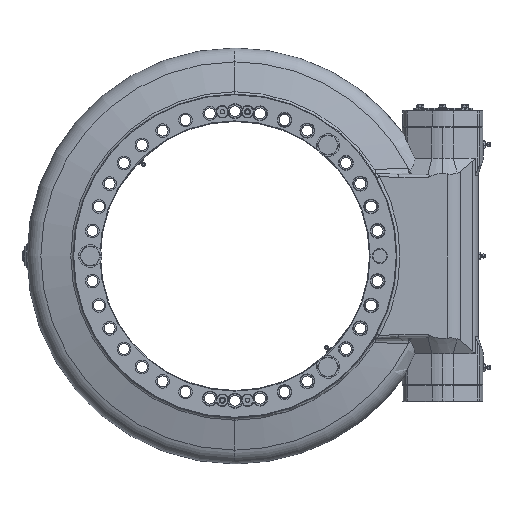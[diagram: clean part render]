
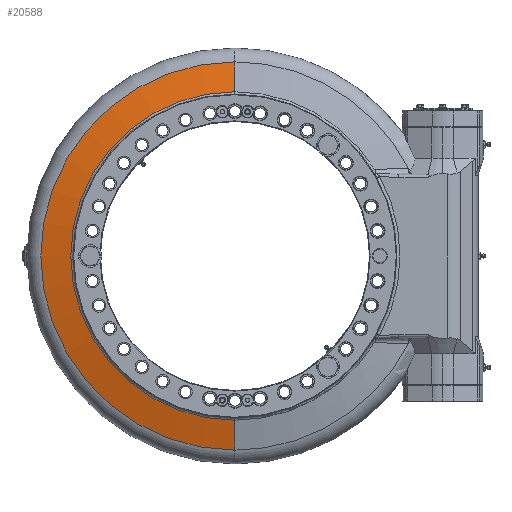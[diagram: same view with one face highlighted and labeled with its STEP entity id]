
A CAD part, left-side view. The second image highlights one B-rep face of the part: STEP entity #20588.
In plain terms, the highlighted conical face has half-angle 75 degrees and reference radius 311.765 mm.
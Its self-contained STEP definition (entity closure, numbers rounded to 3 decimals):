
#810 = ORIENTED_EDGE ( 'NONE', *, *, #6541, .F. ) ;
#2076 = CARTESIAN_POINT ( 'NONE',  ( -59.007, 0., 0. ) ) ;
#2244 = VERTEX_POINT ( 'NONE', #32671 ) ;
#2745 = EDGE_CURVE ( 'NONE', #3799, #23716, #21878, .T. ) ;
#3195 = LINE ( 'NONE', #44910, #27138 ) ;
#3520 = ORIENTED_EDGE ( 'NONE', *, *, #43141, .T. ) ;
#3799 = VERTEX_POINT ( 'NONE', #5572 ) ;
#5572 = CARTESIAN_POINT ( 'NONE',  ( -46.13, 0., 311.765 ) ) ;
#5937 = DIRECTION ( 'NONE',  ( 0., 0., -1. ) ) ;
#6220 = DIRECTION ( 'NONE',  ( 0., 0., 1. ) ) ;
#6541 = EDGE_CURVE ( 'NONE', #2244, #37370, #14518, .T. ) ;
#6829 = CARTESIAN_POINT ( 'NONE',  ( -46.13, 0., -311.765 ) ) ;
#13297 = EDGE_CURVE ( 'NONE', #37370, #23716, #3195, .T. ) ;
#14278 = AXIS2_PLACEMENT_3D ( 'NONE', #31707, #24959, #5937 ) ;
#14518 = CIRCLE ( 'NONE', #46894, 263.706 ) ;
#16416 = AXIS2_PLACEMENT_3D ( 'NONE', #24767, #25255, #6220 ) ;
#20588 = ADVANCED_FACE ( 'NONE', ( #28922 ), #44075, .T. ) ;
#21878 = CIRCLE ( 'NONE', #16416, 311.765 ) ;
#22102 = CARTESIAN_POINT ( 'NONE',  ( -59.007, 0., -263.706 ) ) ;
#23716 = VERTEX_POINT ( 'NONE', #6829 ) ;
#24767 = CARTESIAN_POINT ( 'NONE',  ( -46.13, 0., 0. ) ) ;
#24959 = DIRECTION ( 'NONE',  ( 1., 0., 0. ) ) ;
#25255 = DIRECTION ( 'NONE',  ( -1., 0., 0. ) ) ;
#27138 = VECTOR ( 'NONE', #37757, 1000. ) ;
#28659 = DIRECTION ( 'NONE',  ( 0., 0., 1. ) ) ;
#28922 = FACE_OUTER_BOUND ( 'NONE', #37496, .T. ) ;
#31707 = CARTESIAN_POINT ( 'NONE',  ( -46.13, 0., 0. ) ) ;
#32671 = CARTESIAN_POINT ( 'NONE',  ( -59.007, 0., 263.706 ) ) ;
#32736 = VECTOR ( 'NONE', #37858, 1000. ) ;
#33311 = ORIENTED_EDGE ( 'NONE', *, *, #2745, .T. ) ;
#34153 = CARTESIAN_POINT ( 'NONE',  ( -46.13, 0., 311.765 ) ) ;
#37370 = VERTEX_POINT ( 'NONE', #22102 ) ;
#37496 = EDGE_LOOP ( 'NONE', ( #810, #3520, #33311, #41224 ) ) ;
#37757 = DIRECTION ( 'NONE',  ( 0.259, 0., -0.966 ) ) ;
#37858 = DIRECTION ( 'NONE',  ( 0.259, 0., 0.966 ) ) ;
#41224 = ORIENTED_EDGE ( 'NONE', *, *, #13297, .F. ) ;
#43141 = EDGE_CURVE ( 'NONE', #2244, #3799, #44945, .T. ) ;
#44075 = CONICAL_SURFACE ( 'NONE', #14278, 311.765, 1.309 ) ;
#44303 = DIRECTION ( 'NONE',  ( -1., 0., 0. ) ) ;
#44910 = CARTESIAN_POINT ( 'NONE',  ( -46.13, 0., -311.765 ) ) ;
#44945 = LINE ( 'NONE', #34153, #32736 ) ;
#46894 = AXIS2_PLACEMENT_3D ( 'NONE', #2076, #44303, #28659 ) ;
